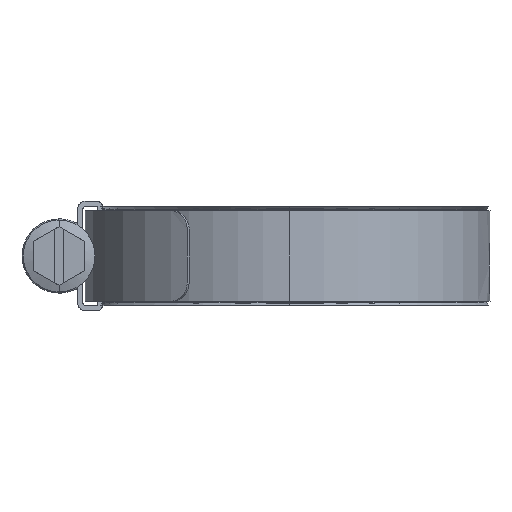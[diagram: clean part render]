
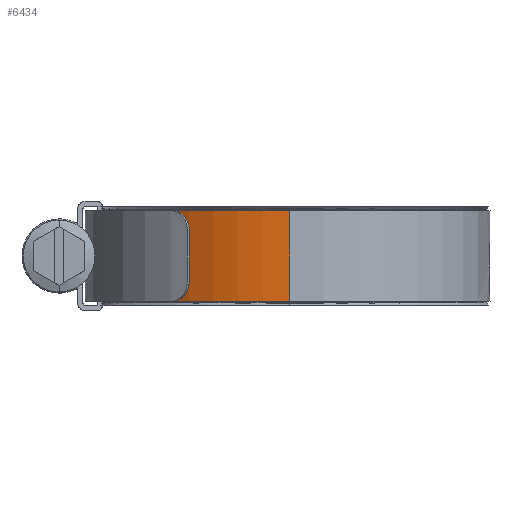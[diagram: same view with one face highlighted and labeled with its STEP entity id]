
A CAD part, left-side view. The second image highlights one B-rep face of the part: STEP entity #6434.
In plain terms, the highlighted cylindrical face has radius 31.6 mm (diameter 63.2 mm), a partial arc.
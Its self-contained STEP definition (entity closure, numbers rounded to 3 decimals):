
#482 = VECTOR ( 'NONE', #9649, 1000. ) ;
#777 = AXIS2_PLACEMENT_3D ( 'NONE', #1124, #10654, #9548 ) ;
#905 = CARTESIAN_POINT ( 'NONE',  ( 0., 0., -7.135 ) ) ;
#1124 = CARTESIAN_POINT ( 'NONE',  ( 0., 0., 7.135 ) ) ;
#1164 = LINE ( 'NONE', #4377, #482 ) ;
#1354 = VERTEX_POINT ( 'NONE', #7287 ) ;
#1817 = DIRECTION ( 'NONE',  ( 0., 0., 1. ) ) ;
#1851 = DIRECTION ( 'NONE',  ( -1., 0., 0. ) ) ;
#1883 = AXIS2_PLACEMENT_3D ( 'NONE', #2951, #7116, #1851 ) ;
#1983 = CYLINDRICAL_SURFACE ( 'NONE', #1883, 31.6 ) ;
#2417 = VERTEX_POINT ( 'NONE', #6415 ) ;
#2886 = FACE_OUTER_BOUND ( 'NONE', #7901, .T. ) ;
#2951 = CARTESIAN_POINT ( 'NONE',  ( 0., 0., 7.135 ) ) ;
#4355 = EDGE_CURVE ( 'NONE', #12297, #2417, #1164, .T. ) ;
#4377 = CARTESIAN_POINT ( 'NONE',  ( -31.6, 0., 7.135 ) ) ;
#4610 = CIRCLE ( 'NONE', #10829, 31.6 ) ;
#4825 = ORIENTED_EDGE ( 'NONE', *, *, #13228, .T. ) ;
#4869 = CARTESIAN_POINT ( 'NONE',  ( 0., 31.6, 7.135 ) ) ;
#5791 = ORIENTED_EDGE ( 'NONE', *, *, #4355, .F. ) ;
#6076 = DIRECTION ( 'NONE',  ( 1., 0., 0. ) ) ;
#6336 = CIRCLE ( 'NONE', #777, 31.6 ) ;
#6415 = CARTESIAN_POINT ( 'NONE',  ( -31.6, 0., -7.135 ) ) ;
#6434 = ADVANCED_FACE ( 'NONE', ( #2886 ), #1983, .T. ) ;
#6947 = ORIENTED_EDGE ( 'NONE', *, *, #10970, .T. ) ;
#7014 = VERTEX_POINT ( 'NONE', #10008 ) ;
#7116 = DIRECTION ( 'NONE',  ( 0., 0., -1. ) ) ;
#7287 = CARTESIAN_POINT ( 'NONE',  ( 0., 31.6, 7.135 ) ) ;
#7320 = ORIENTED_EDGE ( 'NONE', *, *, #8915, .F. ) ;
#7901 = EDGE_LOOP ( 'NONE', ( #5791, #7320, #4825, #6947 ) ) ;
#8548 = VECTOR ( 'NONE', #9938, 1000. ) ;
#8915 = EDGE_CURVE ( 'NONE', #1354, #12297, #6336, .T. ) ;
#9167 = LINE ( 'NONE', #4869, #8548 ) ;
#9548 = DIRECTION ( 'NONE',  ( 1., 0., 0. ) ) ;
#9649 = DIRECTION ( 'NONE',  ( 0., 0., -1. ) ) ;
#9938 = DIRECTION ( 'NONE',  ( 0., 0., -1. ) ) ;
#10008 = CARTESIAN_POINT ( 'NONE',  ( 0., 31.6, -7.135 ) ) ;
#10654 = DIRECTION ( 'NONE',  ( 0., 0., 1. ) ) ;
#10829 = AXIS2_PLACEMENT_3D ( 'NONE', #905, #1817, #6076 ) ;
#10970 = EDGE_CURVE ( 'NONE', #7014, #2417, #4610, .T. ) ;
#12297 = VERTEX_POINT ( 'NONE', #12599 ) ;
#12599 = CARTESIAN_POINT ( 'NONE',  ( -31.6, 0., 7.135 ) ) ;
#13228 = EDGE_CURVE ( 'NONE', #1354, #7014, #9167, .T. ) ;
